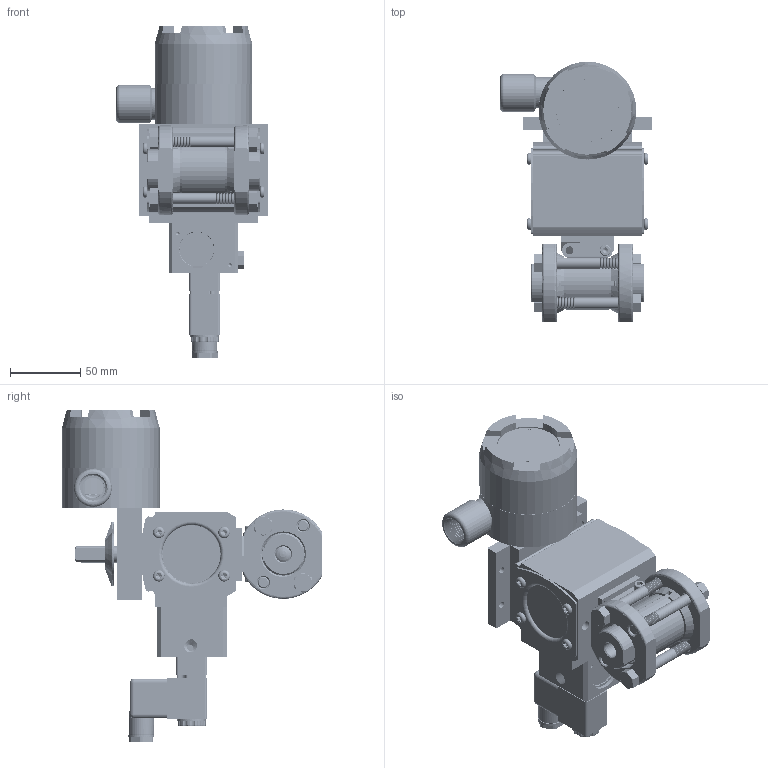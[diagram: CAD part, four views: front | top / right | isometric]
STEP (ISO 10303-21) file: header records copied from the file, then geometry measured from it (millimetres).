
FILE_DESCRIPTION (( 'STEP AP203' ), '1' );
FILE_NAME ('24XXSEFA512D4GPDSLS.step', '2018-09-04T19:03:49', ( '' ), ( '' ), 'SwSTEP 2.0', 'SolidWorks 2018', '' );
FILE_SCHEMA (( 'CONFIG_CONTROL_DESIGN' ));
Products named in the file (1): 24XXSEFA512D4GPDSLS
Bounding box: 107.71 x 184.85 x 235.74 mm (x, y, z)
Volume: 669828.9 mm3; surface area: 249279 mm2
Topology: 50 solids, 50 shells, 4619 faces, 12393 edges, 7889 vertices
Faces by surface type: cylinder 2050, cone 1420, plane 761, bspline 194, torus 188, sphere 6
Entity records: 225005 total; most frequent: CARTESIAN_POINT 113393, ORIENTED_EDGE 24430, DIRECTION 23130, EDGE_CURVE 12215, AXIS2_PLACEMENT_3D 9310, VERTEX_POINT 7885, EDGE_LOOP 4980, CIRCLE 4884
